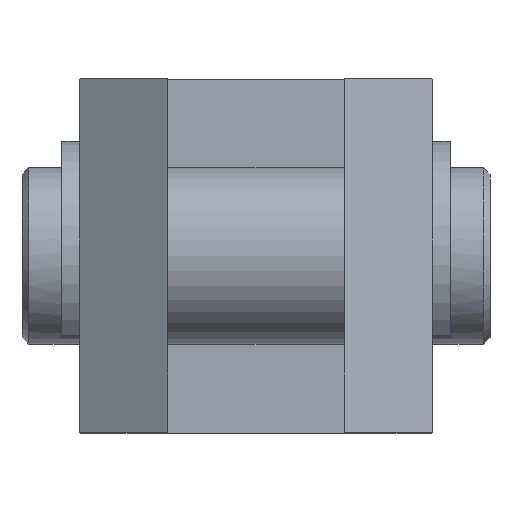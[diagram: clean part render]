
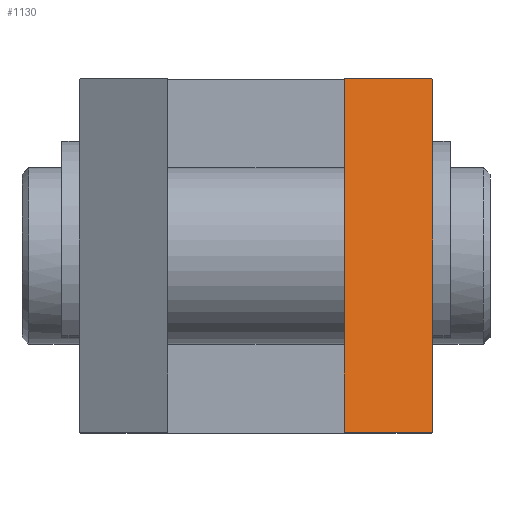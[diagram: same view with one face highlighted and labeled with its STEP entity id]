
A CAD part, top view. The second image highlights one B-rep face of the part: STEP entity #1130.
In plain terms, the highlighted planar face has unit normal (0.5, 0, 0.866).
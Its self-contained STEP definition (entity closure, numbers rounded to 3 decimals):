
#81=LINE('',#1711,#169);
#95=LINE('',#1813,#183);
#96=LINE('',#1815,#184);
#97=LINE('',#1817,#185);
#98=LINE('',#1819,#186);
#99=LINE('',#1821,#187);
#169=VECTOR('',#1363,1000.);
#183=VECTOR('',#1413,1000.);
#184=VECTOR('',#1414,1000.);
#185=VECTOR('',#1415,1000.);
#186=VECTOR('',#1416,1000.);
#187=VECTOR('',#1417,1000.);
#300=ORIENTED_EDGE('',*,*,#582,.F.);
#301=ORIENTED_EDGE('',*,*,#616,.T.);
#302=ORIENTED_EDGE('',*,*,#617,.T.);
#303=ORIENTED_EDGE('',*,*,#618,.T.);
#304=ORIENTED_EDGE('',*,*,#619,.T.);
#305=ORIENTED_EDGE('',*,*,#620,.T.);
#582=EDGE_CURVE('',#742,#743,#81,.T.);
#616=EDGE_CURVE('',#742,#772,#95,.T.);
#617=EDGE_CURVE('',#772,#773,#96,.T.);
#618=EDGE_CURVE('',#773,#774,#97,.T.);
#619=EDGE_CURVE('',#774,#775,#98,.T.);
#620=EDGE_CURVE('',#775,#743,#99,.T.);
#742=VERTEX_POINT('',#1710);
#743=VERTEX_POINT('',#1712);
#772=VERTEX_POINT('',#1814);
#773=VERTEX_POINT('',#1816);
#774=VERTEX_POINT('',#1818);
#775=VERTEX_POINT('',#1820);
#906=EDGE_LOOP('',(#300,#301,#302,#303,#304,#305));
#998=FACE_BOUND('',#906,.T.);
#1085=PLANE('',#1243);
#1130=ADVANCED_FACE('',(#998),#1085,.T.);
#1243=AXIS2_PLACEMENT_3D('',#1812,#1411,#1412);
#1363=DIRECTION('',(0.,-1.,0.));
#1411=DIRECTION('',(0.5,0.,0.866));
#1412=DIRECTION('',(0.866,0.,-0.5));
#1413=DIRECTION('',(-0.655,0.655,0.378));
#1414=DIRECTION('',(-0.866,0.,0.5));
#1415=DIRECTION('',(0.,-1.,0.));
#1416=DIRECTION('',(0.866,0.,-0.5));
#1417=DIRECTION('',(0.655,0.655,-0.378));
#1710=CARTESIAN_POINT('',(20.,19.9,99.226));
#1711=CARTESIAN_POINT('',(20.,40.,99.226));
#1712=CARTESIAN_POINT('',(20.,-19.9,99.226));
#1812=CARTESIAN_POINT('',(20.,40.,99.226));
#1813=CARTESIAN_POINT('',(11.386,28.514,104.2));
#1814=CARTESIAN_POINT('',(19.9,20.,99.284));
#1815=CARTESIAN_POINT('',(20.,20.,99.226));
#1816=CARTESIAN_POINT('',(10.,20.,105.));
#1817=CARTESIAN_POINT('',(10.,40.,105.));
#1818=CARTESIAN_POINT('',(10.,-20.,105.));
#1819=CARTESIAN_POINT('',(20.,-20.,99.226));
#1820=CARTESIAN_POINT('',(19.9,-20.,99.284));
#1821=CARTESIAN_POINT('',(45.671,5.771,84.405));
